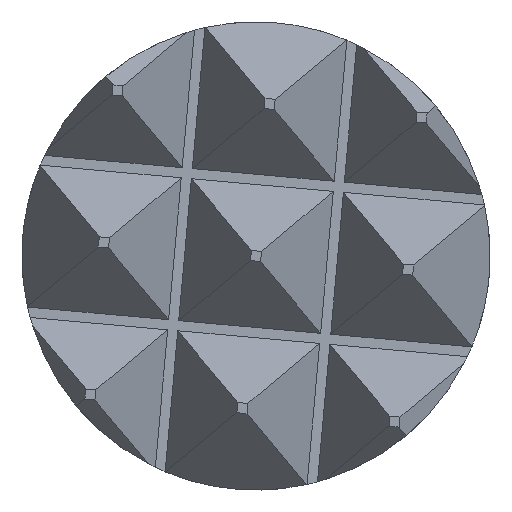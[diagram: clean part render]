
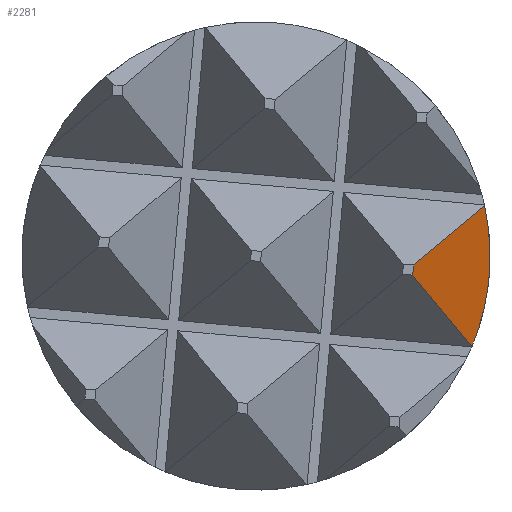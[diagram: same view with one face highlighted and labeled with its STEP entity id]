
A CAD part, left-side view. The second image highlights one B-rep face of the part: STEP entity #2281.
In plain terms, the highlighted planar face has unit normal (-0.5, -0.863, -0.077).
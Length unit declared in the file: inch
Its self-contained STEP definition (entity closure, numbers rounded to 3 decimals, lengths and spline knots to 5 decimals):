
#168 = DIRECTION ( 'NONE',  ( 0.5, 0.863, 0.077 ) ) ;
#190 = CARTESIAN_POINT ( 'NONE',  ( -0.45, -0.01548, -0.00088 ) ) ;
#217 = AXIS2_PLACEMENT_3D ( 'NONE', #1857, #168, #2139 ) ;
#252 = CARTESIAN_POINT ( 'NONE',  ( -0.43886, -0.02246, 0.00495 ) ) ;
#544 = CARTESIAN_POINT ( 'NONE',  ( -0.43886, -0.02123, -0.00886 ) ) ;
#647 =( BOUNDED_CURVE ( )  B_SPLINE_CURVE ( 3, ( #252, #1942, #1121, #3097 ),
 .UNSPECIFIED., .F., .F. ) 
 B_SPLINE_CURVE_WITH_KNOTS ( ( 4, 4 ),
 ( 5.97709, 6.58929 ),
 .UNSPECIFIED. ) 
 CURVE ( )  GEOMETRIC_REPRESENTATION_ITEM ( )  RATIONAL_B_SPLINE_CURVE ( ( 1., 0.969, 0.969, 1. ) ) 
 REPRESENTATION_ITEM ( '' )  );
#712 = LINE ( 'NONE', #1927, #2116 ) ;
#777 = VERTEX_POINT ( 'NONE', #544 ) ;
#985 = ORIENTED_EDGE ( 'NONE', *, *, #1363, .T. ) ;
#1013 = VERTEX_POINT ( 'NONE', #190 ) ;
#1054 = EDGE_CURVE ( 'NONE', #1542, #777, #712, .T. ) ;
#1121 = CARTESIAN_POINT ( 'NONE',  ( -0.43637, -0.02306, -0.00446 ) ) ;
#1160 = ORIENTED_EDGE ( 'NONE', *, *, #3140, .F. ) ;
#1338 = ORIENTED_EDGE ( 'NONE', *, *, #3316, .T. ) ;
#1363 = EDGE_CURVE ( 'NONE', #2778, #1013, #3641, .T. ) ;
#1542 = VERTEX_POINT ( 'NONE', #2378 ) ;
#1748 = CARTESIAN_POINT ( 'NONE',  ( -0.45, -0.01544, -0.00138 ) ) ;
#1776 = LINE ( 'NONE', #1748, #2529 ) ;
#1857 = CARTESIAN_POINT ( 'NONE',  ( -0.45, -0.09378, 0.87389 ) ) ;
#1927 = CARTESIAN_POINT ( 'NONE',  ( -0.75459, 0.14408, 0.18895 ) ) ;
#1942 = CARTESIAN_POINT ( 'NONE',  ( -0.43637, -0.02349, 0.00029 ) ) ;
#2116 = VECTOR ( 'NONE', #2214, 39.37008 ) ;
#2125 = EDGE_LOOP ( 'NONE', ( #1338, #3324, #1160, #985 ) ) ;
#2128 = PLANE ( 'NONE',  #217 ) ;
#2139 = DIRECTION ( 'NONE',  ( -0.866, 0.498, 0.045 ) ) ;
#2163 = CARTESIAN_POINT ( 'NONE',  ( -0.14576, -0.2061, 0.15841 ) ) ;
#2214 = DIRECTION ( 'NONE',  ( 0.775, -0.406, -0.485 ) ) ;
#2281 = ADVANCED_FACE ( 'NONE', ( #3612 ), #2128, .F. ) ;
#2378 = CARTESIAN_POINT ( 'NONE',  ( -0.45, -0.01539, -0.00188 ) ) ;
#2439 = DIRECTION ( 'NONE',  ( -0.775, 0.485, -0.406 ) ) ;
#2529 = VECTOR ( 'NONE', #3475, 39.37008 ) ;
#2778 = VERTEX_POINT ( 'NONE', #3662 ) ;
#2870 = VECTOR ( 'NONE', #2439, 39.37008 ) ;
#3097 = CARTESIAN_POINT ( 'NONE',  ( -0.43886, -0.02123, -0.00886 ) ) ;
#3140 = EDGE_CURVE ( 'NONE', #2778, #777, #647, .T. ) ;
#3316 = EDGE_CURVE ( 'NONE', #1013, #1542, #1776, .T. ) ;
#3324 = ORIENTED_EDGE ( 'NONE', *, *, #1054, .T. ) ;
#3475 = DIRECTION ( 'NONE',  ( 0., 0.089, -0.996 ) ) ;
#3612 = FACE_OUTER_BOUND ( 'NONE', #2125, .T. ) ;
#3641 = LINE ( 'NONE', #2163, #2870 ) ;
#3662 = CARTESIAN_POINT ( 'NONE',  ( -0.43886, -0.02246, 0.00495 ) ) ;
